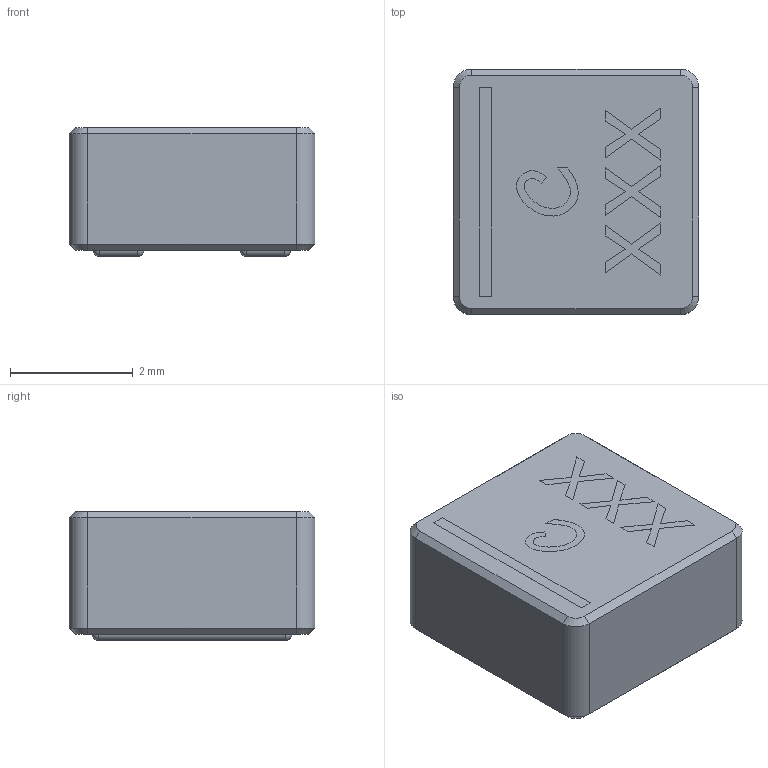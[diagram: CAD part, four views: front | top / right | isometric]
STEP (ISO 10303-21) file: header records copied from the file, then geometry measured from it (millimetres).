
FILE_DESCRIPTION (( 'STEP AP214' ), '1' );
FILE_NAME ('錨璃16.STEP', '2025-09-12T03:33:07', ( '' ), ( '' ), 'SwSTEP 2.0', 'SolidWorks 2021', '' );
FILE_SCHEMA (( 'AUTOMOTIVE_DESIGN' ));
Length unit declared in the file: millimetre
Products named in the file (1): 錨璃16
Bounding box: 4 x 4 x 2.1 mm (x, y, z)
Volume: 32.2 mm3; surface area: 61.9 mm2
Topology: 1 solids, 1 shells, 318 faces, 854 edges, 556 vertices
Faces by surface type: plane 190, bspline 100, cylinder 12, cone 8, sphere 8
Entity records: 13890 total; most frequent: CARTESIAN_POINT 3109, ORIENTED_EDGE 1692, DIRECTION 1120, EDGE_CURVE 846, VECTOR 602, LINE 602, VERTEX_POINT 556, EDGE_LOOP 344
